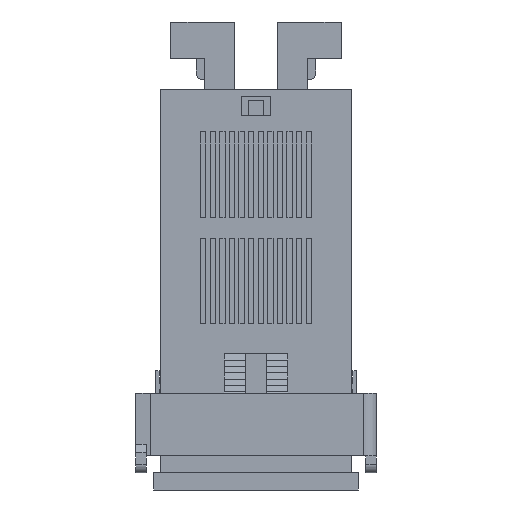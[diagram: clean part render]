
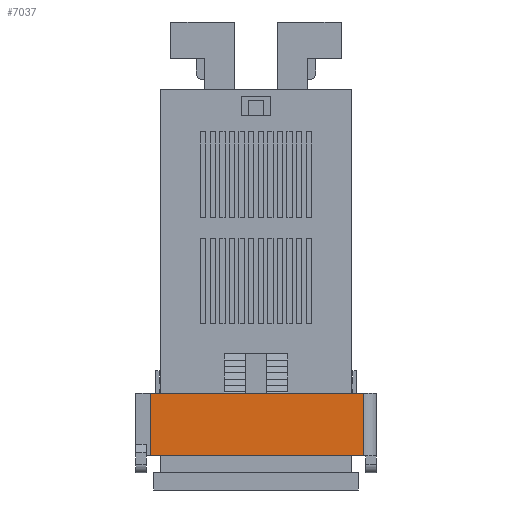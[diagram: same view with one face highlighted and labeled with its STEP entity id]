
A CAD part, front view. The second image highlights one B-rep face of the part: STEP entity #7037.
In plain terms, the highlighted planar face has unit normal (0, -1, 0).
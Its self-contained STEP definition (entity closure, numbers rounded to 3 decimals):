
#573 = LINE ( 'NONE', #30158, #22349 ) ;
#1049 = DIRECTION ( 'NONE',  ( 0., 0., -1. ) ) ;
#1518 = EDGE_CURVE ( 'NONE', #7943, #34218, #573, .T. ) ;
#3229 = DIRECTION ( 'NONE',  ( 1., 0., 0. ) ) ;
#3622 = CARTESIAN_POINT ( 'NONE',  ( -24.75, -23.8, 0. ) ) ;
#3881 = FACE_OUTER_BOUND ( 'NONE', #32484, .T. ) ;
#3891 = EDGE_CURVE ( 'NONE', #34218, #7599, #14041, .T. ) ;
#5948 = VECTOR ( 'NONE', #23511, 1000. ) ;
#7037 = ADVANCED_FACE ( 'NONE', ( #3881 ), #33625, .F. ) ;
#7599 = VERTEX_POINT ( 'NONE', #30341 ) ;
#7943 = VERTEX_POINT ( 'NONE', #3622 ) ;
#8614 = EDGE_CURVE ( 'NONE', #19105, #7599, #14047, .T. ) ;
#8929 = LINE ( 'NONE', #33732, #34112 ) ;
#12624 = EDGE_CURVE ( 'NONE', #19105, #7943, #8929, .T. ) ;
#14041 = LINE ( 'NONE', #26118, #5948 ) ;
#14047 = LINE ( 'NONE', #30048, #29787 ) ;
#14285 = ORIENTED_EDGE ( 'NONE', *, *, #12624, .T. ) ;
#15520 = CARTESIAN_POINT ( 'NONE',  ( -24.75, -23.8, 14.75 ) ) ;
#17393 = DIRECTION ( 'NONE',  ( 0., 1., 0. ) ) ;
#19105 = VERTEX_POINT ( 'NONE', #15520 ) ;
#22349 = VECTOR ( 'NONE', #22680, 1000. ) ;
#22680 = DIRECTION ( 'NONE',  ( 1., 0., 0. ) ) ;
#23511 = DIRECTION ( 'NONE',  ( 0., 0., 1. ) ) ;
#26118 = CARTESIAN_POINT ( 'NONE',  ( 25.25, -23.8, 14.75 ) ) ;
#26354 = ORIENTED_EDGE ( 'NONE', *, *, #3891, .T. ) ;
#28482 = DIRECTION ( 'NONE',  ( 0., 0., 1. ) ) ;
#28855 = CARTESIAN_POINT ( 'NONE',  ( 25.25, -23.8, 0. ) ) ;
#29787 = VECTOR ( 'NONE', #3229, 1000. ) ;
#30048 = CARTESIAN_POINT ( 'NONE',  ( -24.75, -23.8, 14.75 ) ) ;
#30158 = CARTESIAN_POINT ( 'NONE',  ( -24.75, -23.8, 0. ) ) ;
#30341 = CARTESIAN_POINT ( 'NONE',  ( 25.25, -23.8, 14.75 ) ) ;
#30837 = CARTESIAN_POINT ( 'NONE',  ( -24.75, -23.8, 14.75 ) ) ;
#31408 = ORIENTED_EDGE ( 'NONE', *, *, #8614, .F. ) ;
#32398 = AXIS2_PLACEMENT_3D ( 'NONE', #30837, #17393, #28482 ) ;
#32484 = EDGE_LOOP ( 'NONE', ( #33797, #26354, #31408, #14285 ) ) ;
#33625 = PLANE ( 'NONE',  #32398 ) ;
#33732 = CARTESIAN_POINT ( 'NONE',  ( -24.75, -23.8, 14.75 ) ) ;
#33797 = ORIENTED_EDGE ( 'NONE', *, *, #1518, .T. ) ;
#34112 = VECTOR ( 'NONE', #1049, 1000. ) ;
#34218 = VERTEX_POINT ( 'NONE', #28855 ) ;
